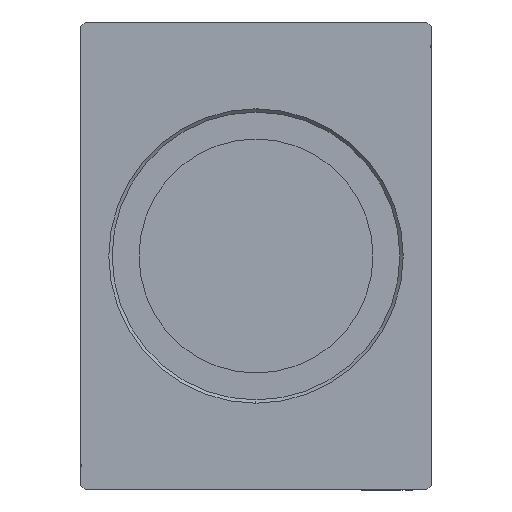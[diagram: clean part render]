
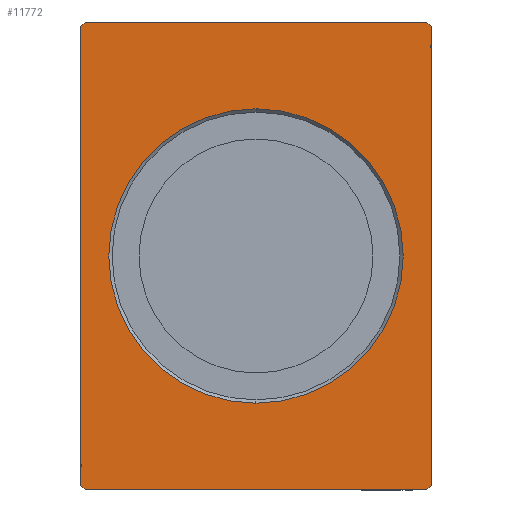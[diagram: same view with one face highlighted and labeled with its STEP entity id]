
A CAD part, left-side view. The second image highlights one B-rep face of the part: STEP entity #11772.
In plain terms, the highlighted planar face has unit normal (-1, 0, 0).
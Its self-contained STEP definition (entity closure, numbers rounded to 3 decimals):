
#1067 = CIRCLE ( 'NONE', #20601, 31.45 ) ;
#1791 = VERTEX_POINT ( 'NONE', #6924 ) ;
#1792 = CARTESIAN_POINT ( 'NONE',  ( 0., 37.5, 49. ) ) ;
#2053 = ORIENTED_EDGE ( 'NONE', *, *, #19071, .F. ) ;
#2076 = EDGE_LOOP ( 'NONE', ( #23150, #40019, #33978, #8456, #35810, #2053, #19479, #15730 ) ) ;
#2236 = DIRECTION ( 'NONE',  ( 1., 0., 0. ) ) ;
#2431 = DIRECTION ( 'NONE',  ( 0., 0., -1. ) ) ;
#2490 = DIRECTION ( 'NONE',  ( 0., 0.707, 0.707 ) ) ;
#2614 = VECTOR ( 'NONE', #2490, 1000. ) ;
#2752 = CARTESIAN_POINT ( 'NONE',  ( 0., -36.5, 50. ) ) ;
#2995 = CARTESIAN_POINT ( 'NONE',  ( 0., -37.5, 49. ) ) ;
#3956 = CARTESIAN_POINT ( 'NONE',  ( 0., 37.5, -49. ) ) ;
#4078 = VERTEX_POINT ( 'NONE', #32987 ) ;
#4598 = CARTESIAN_POINT ( 'NONE',  ( 0., 0., 0. ) ) ;
#4763 = LINE ( 'NONE', #1792, #6062 ) ;
#4877 = CARTESIAN_POINT ( 'NONE',  ( 0., 37.5, 49. ) ) ;
#5118 = VERTEX_POINT ( 'NONE', #4877 ) ;
#5551 = VERTEX_POINT ( 'NONE', #3956 ) ;
#6062 = VECTOR ( 'NONE', #7910, 1000. ) ;
#6924 = CARTESIAN_POINT ( 'NONE',  ( 0., -37.5, 49. ) ) ;
#7071 = LINE ( 'NONE', #23312, #37127 ) ;
#7260 = DIRECTION ( 'NONE',  ( 0., 0., 1. ) ) ;
#7910 = DIRECTION ( 'NONE',  ( 0., -0.707, 0.707 ) ) ;
#8412 = LINE ( 'NONE', #21670, #37279 ) ;
#8456 = ORIENTED_EDGE ( 'NONE', *, *, #19924, .F. ) ;
#8606 = CARTESIAN_POINT ( 'NONE',  ( 0., 36.5, -50. ) ) ;
#8823 = EDGE_CURVE ( 'NONE', #31837, #4078, #8412, .T. ) ;
#9730 = DIRECTION ( 'NONE',  ( 0., 0., -1. ) ) ;
#10363 = LINE ( 'NONE', #2995, #38821 ) ;
#10440 = LINE ( 'NONE', #17166, #34933 ) ;
#10948 = CARTESIAN_POINT ( 'NONE',  ( 0., -37.5, -49. ) ) ;
#11772 = ADVANCED_FACE ( 'NONE', ( #31329, #36680 ), #18626, .F. ) ;
#12049 = CIRCLE ( 'NONE', #22151, 31.45 ) ;
#12399 = DIRECTION ( 'NONE',  ( 0., 0.707, -0.707 ) ) ;
#14778 = VERTEX_POINT ( 'NONE', #40594 ) ;
#15457 = ORIENTED_EDGE ( 'NONE', *, *, #19074, .T. ) ;
#15730 = ORIENTED_EDGE ( 'NONE', *, *, #34824, .F. ) ;
#15835 = CARTESIAN_POINT ( 'NONE',  ( 0., 0., 0. ) ) ;
#17166 = CARTESIAN_POINT ( 'NONE',  ( 0., 37.5, -49. ) ) ;
#17720 = LINE ( 'NONE', #36943, #32105 ) ;
#17830 = CARTESIAN_POINT ( 'NONE',  ( 0., 0., 0. ) ) ;
#18626 = PLANE ( 'NONE',  #25177 ) ;
#19071 = EDGE_CURVE ( 'NONE', #1791, #31837, #10363, .T. ) ;
#19074 = EDGE_CURVE ( 'NONE', #30361, #32345, #1067, .T. ) ;
#19479 = ORIENTED_EDGE ( 'NONE', *, *, #25008, .F. ) ;
#19924 = EDGE_CURVE ( 'NONE', #4078, #14778, #17720, .T. ) ;
#20311 = EDGE_LOOP ( 'NONE', ( #41405, #15457 ) ) ;
#20601 = AXIS2_PLACEMENT_3D ( 'NONE', #15835, #41598, #9730 ) ;
#21670 = CARTESIAN_POINT ( 'NONE',  ( 0., -37.5, -49. ) ) ;
#22151 = AXIS2_PLACEMENT_3D ( 'NONE', #17830, #2236, #34727 ) ;
#23150 = ORIENTED_EDGE ( 'NONE', *, *, #36935, .F. ) ;
#23312 = CARTESIAN_POINT ( 'NONE',  ( 0., 36.5, 50. ) ) ;
#23826 = EDGE_CURVE ( 'NONE', #14778, #5551, #40900, .T. ) ;
#24142 = EDGE_CURVE ( 'NONE', #32345, #30361, #12049, .T. ) ;
#25008 = EDGE_CURVE ( 'NONE', #33537, #1791, #37984, .T. ) ;
#25177 = AXIS2_PLACEMENT_3D ( 'NONE', #4598, #27743, #2431 ) ;
#25712 = DIRECTION ( 'NONE',  ( 0., -0.707, -0.707 ) ) ;
#25966 = DIRECTION ( 'NONE',  ( 0., 0., -1. ) ) ;
#26186 = EDGE_CURVE ( 'NONE', #5551, #5118, #10440, .T. ) ;
#27220 = DIRECTION ( 'NONE',  ( 0., 1., 0. ) ) ;
#27593 = CARTESIAN_POINT ( 'NONE',  ( 0., 0., -31.45 ) ) ;
#27743 = DIRECTION ( 'NONE',  ( 1., 0., 0. ) ) ;
#30281 = DIRECTION ( 'NONE',  ( 0., -1., 0. ) ) ;
#30361 = VERTEX_POINT ( 'NONE', #27593 ) ;
#31329 = FACE_BOUND ( 'NONE', #20311, .T. ) ;
#31684 = CARTESIAN_POINT ( 'NONE',  ( 0., 36.5, 50. ) ) ;
#31837 = VERTEX_POINT ( 'NONE', #10948 ) ;
#32105 = VECTOR ( 'NONE', #27220, 1000. ) ;
#32345 = VERTEX_POINT ( 'NONE', #36340 ) ;
#32987 = CARTESIAN_POINT ( 'NONE',  ( 0., -36.5, -50. ) ) ;
#33537 = VERTEX_POINT ( 'NONE', #33989 ) ;
#33978 = ORIENTED_EDGE ( 'NONE', *, *, #23826, .F. ) ;
#33989 = CARTESIAN_POINT ( 'NONE',  ( 0., -36.5, 50. ) ) ;
#34727 = DIRECTION ( 'NONE',  ( 0., 0., -1. ) ) ;
#34824 = EDGE_CURVE ( 'NONE', #35404, #33537, #7071, .T. ) ;
#34904 = VECTOR ( 'NONE', #25712, 1000. ) ;
#34933 = VECTOR ( 'NONE', #7260, 1000. ) ;
#35404 = VERTEX_POINT ( 'NONE', #31684 ) ;
#35810 = ORIENTED_EDGE ( 'NONE', *, *, #8823, .F. ) ;
#36340 = CARTESIAN_POINT ( 'NONE',  ( 0., 0., 31.45 ) ) ;
#36680 = FACE_OUTER_BOUND ( 'NONE', #2076, .T. ) ;
#36935 = EDGE_CURVE ( 'NONE', #5118, #35404, #4763, .T. ) ;
#36943 = CARTESIAN_POINT ( 'NONE',  ( 0., -36.5, -50. ) ) ;
#37127 = VECTOR ( 'NONE', #30281, 1000. ) ;
#37279 = VECTOR ( 'NONE', #12399, 1000. ) ;
#37984 = LINE ( 'NONE', #2752, #34904 ) ;
#38821 = VECTOR ( 'NONE', #25966, 1000. ) ;
#40019 = ORIENTED_EDGE ( 'NONE', *, *, #26186, .F. ) ;
#40594 = CARTESIAN_POINT ( 'NONE',  ( 0., 36.5, -50. ) ) ;
#40900 = LINE ( 'NONE', #8606, #2614 ) ;
#41405 = ORIENTED_EDGE ( 'NONE', *, *, #24142, .T. ) ;
#41598 = DIRECTION ( 'NONE',  ( 1., 0., 0. ) ) ;
